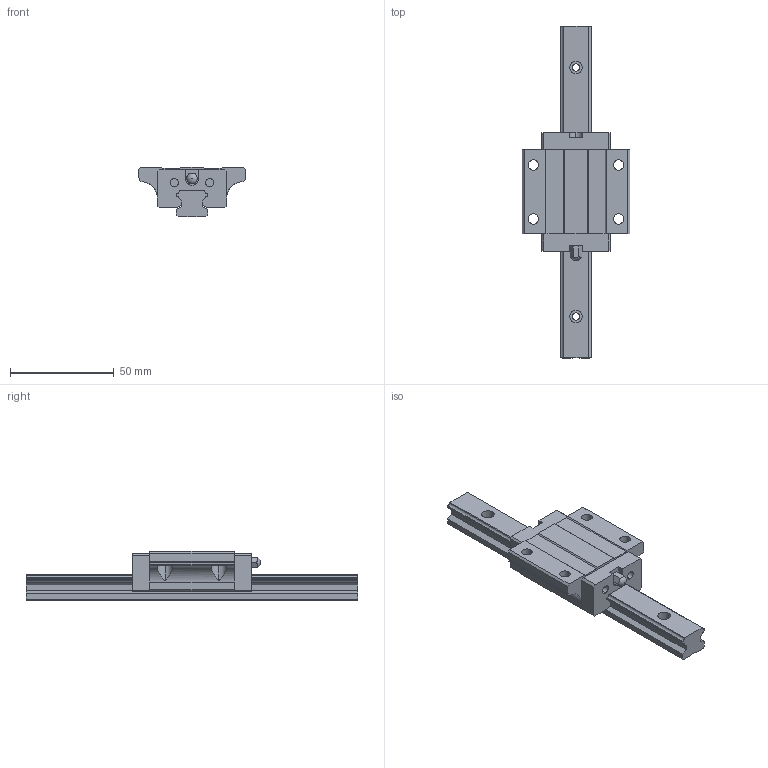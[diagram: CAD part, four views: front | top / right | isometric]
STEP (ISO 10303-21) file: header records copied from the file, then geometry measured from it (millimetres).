
FILE_DESCRIPTION((''),'1');
FILE_NAME(' ',' ',(''),(''),'ACIS Interop R16','Kubotek KeyCreator V6.5.2 (0407)',' ');
FILE_SCHEMA(('CONFIG_CONTROL_DESIGN'));
Length unit declared in the file: millimetre
Products named in the file (3): 1; 2; 3
Bounding box: 52 x 160 x 24 mm (x, y, z)
Volume: 60053.8 mm3; surface area: 20794.5 mm2
Topology: 3 solids, 3 shells, 173 faces, 483 edges, 323 vertices
Faces by surface type: plane 117, cylinder 54, sphere 2
Entity records: 5849 total; most frequent: CARTESIAN_POINT 1118, ORIENTED_EDGE 966, DIRECTION 955, EDGE_CURVE 483, LINE 347, VECTOR 347, VERTEX_POINT 323, AXIS2_PLACEMENT_3D 304
